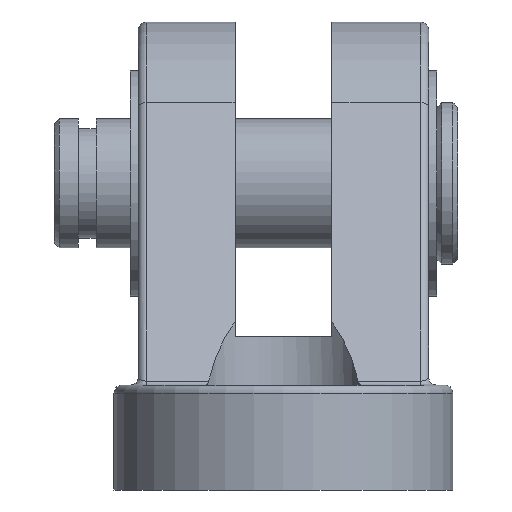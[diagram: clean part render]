
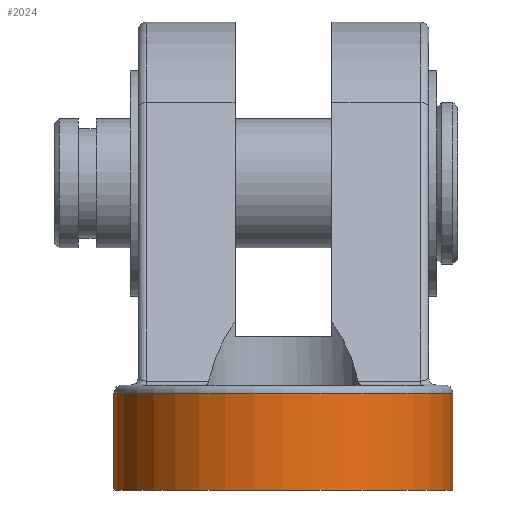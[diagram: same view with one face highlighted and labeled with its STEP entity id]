
A CAD part, left-side view. The second image highlights one B-rep face of the part: STEP entity #2024.
In plain terms, the highlighted cylindrical face has radius 10.5 mm (diameter 21 mm), a partial arc.
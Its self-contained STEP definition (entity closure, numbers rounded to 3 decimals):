
#119=CARTESIAN_POINT('',(-20.5,-10.5,6.0));
#120=VERTEX_POINT('',#119);
#151=CARTESIAN_POINT('',(-20.5,10.5,6.0));
#152=VERTEX_POINT('',#151);
#160=CARTESIAN_POINT('',(-20.5,0.0,6.0));
#161=DIRECTION('',(0.0,0.0,1.0));
#162=DIRECTION('',(-1.0,0.0,0.0));
#163=AXIS2_PLACEMENT_3D('',#160,#161,#162);
#164=CIRCLE('',#163,10.5);
#165=EDGE_CURVE('',#152,#120,#164,.T.);
#214=CARTESIAN_POINT('',(-20.5,10.5,0.0));
#215=VERTEX_POINT('',#214);
#222=CARTESIAN_POINT('',(-20.5,10.5,0.0));
#223=DIRECTION('',(0.0,0.0,1.0));
#224=VECTOR('',#223,6.0);
#225=LINE('',#222,#224);
#226=EDGE_CURVE('',#215,#152,#225,.T.);
#1989=CARTESIAN_POINT('',(-20.5,-10.5,0.0));
#1990=VERTEX_POINT('',#1989);
#1991=CARTESIAN_POINT('',(-20.5,-10.5,0.0));
#1992=DIRECTION('',(0.0,0.0,1.0));
#1993=VECTOR('',#1992,6.0);
#1994=LINE('',#1991,#1993);
#1995=EDGE_CURVE('',#1990,#120,#1994,.T.);
#2007=CARTESIAN_POINT('',(-20.5,0.0,0.0));
#2008=DIRECTION('',(0.0,0.0,1.0));
#2009=DIRECTION('',(0.0,-1.0,0.0));
#2010=AXIS2_PLACEMENT_3D('',#2007,#2008,#2009);
#2011=CYLINDRICAL_SURFACE('',#2010,10.5);
#2012=ORIENTED_EDGE('',*,*,#165,.F.);
#2013=ORIENTED_EDGE('',*,*,#226,.F.);
#2014=CARTESIAN_POINT('',(-20.5,0.0,0.0));
#2015=DIRECTION('',(0.0,0.0,-1.0));
#2016=DIRECTION('',(0.0,-1.0,0.0));
#2017=AXIS2_PLACEMENT_3D('',#2014,#2015,#2016);
#2018=CIRCLE('',#2017,10.5);
#2019=EDGE_CURVE('',#1990,#215,#2018,.T.);
#2020=ORIENTED_EDGE('',*,*,#2019,.F.);
#2021=ORIENTED_EDGE('',*,*,#1995,.T.);
#2022=EDGE_LOOP('',(#2012,#2013,#2020,#2021));
#2023=FACE_OUTER_BOUND('',#2022,.T.);
#2024=ADVANCED_FACE('',(#2023),#2011,.T.);
